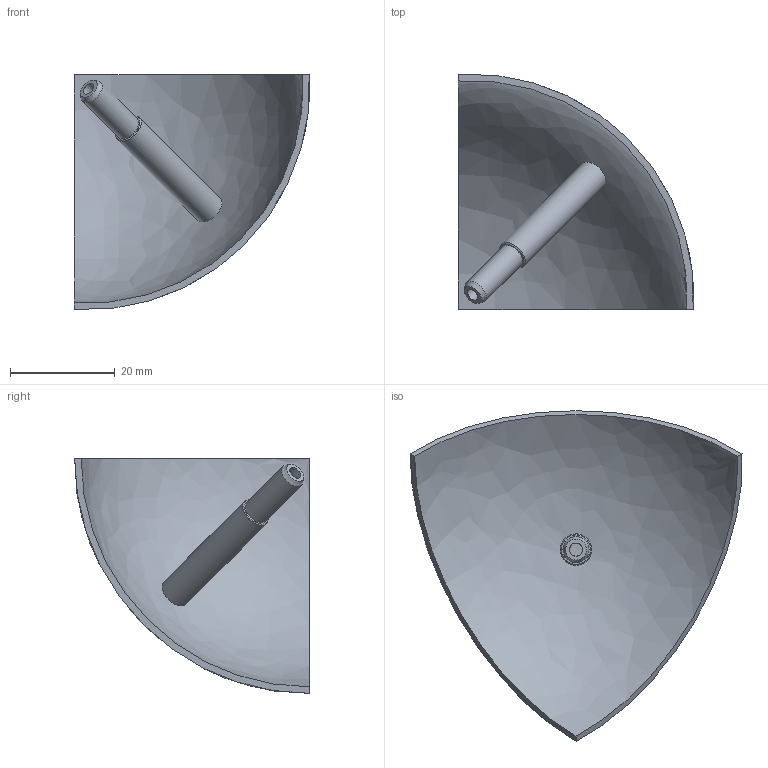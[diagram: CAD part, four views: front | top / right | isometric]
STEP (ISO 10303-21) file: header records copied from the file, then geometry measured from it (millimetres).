
FILE_DESCRIPTION(/* description */ ('Abdeckkappe MW 45 R 90° grau'),/* implementation_level */ '2;1');
FILE_NAME(/* name */ 'ZEI_CAD_221033-1-REV03_#SALL_#AIN_#V1.step',/* time_stamp */ '2022-09-15T21:21:30+02:00',/* author */ ('MiniTec'),/* organization */ ('MiniTec GmbH & Co.KG'),/* preprocessor_version */ 'ST-DEVELOPER v18.1',/* originating_system */ 'Autodesk Inventor 2021',/* authorisation */ '');
FILE_SCHEMA (('CONFIG_CONTROL_DESIGN'));
Length unit declared in the file: millimetre
Products named in the file (1): 22-1033-1FZ.003
Bounding box: 45 x 44.93 x 44.93 mm (x, y, z)
Volume: 4810.2 mm3; surface area: 7668.7 mm2
Topology: 1 solids, 1 shells, 13 faces, 26 edges, 16 vertices
Faces by surface type: plane 5, cylinder 3, bspline 3, cone 2
Full cylindrical faces by diameter (mm): 2.5 x1, 5 x1, 6 x1
Entity records: 471 total; most frequent: CARTESIAN_POINT 174, DIRECTION 54, ORIENTED_EDGE 48, EDGE_CURVE 24, AXIS2_PLACEMENT_3D 23, EDGE_LOOP 16, VERTEX_POINT 16, FACE_OUTER_BOUND 13
